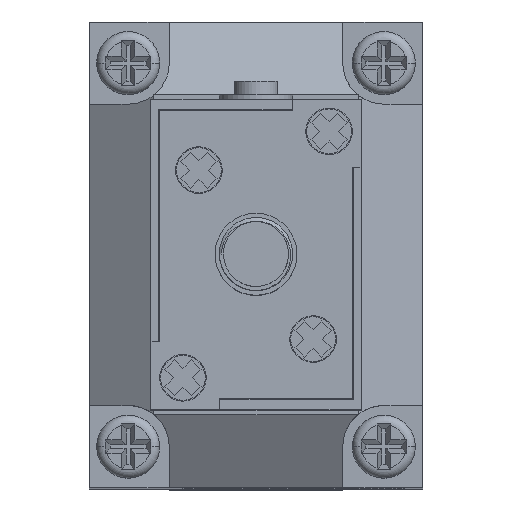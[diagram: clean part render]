
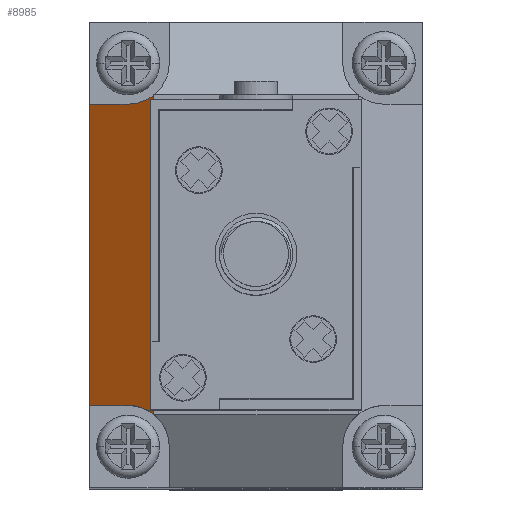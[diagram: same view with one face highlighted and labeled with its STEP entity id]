
A CAD part, top view. The second image highlights one B-rep face of the part: STEP entity #8985.
In plain terms, the highlighted planar face has unit normal (-0.581, 0, 0.814).
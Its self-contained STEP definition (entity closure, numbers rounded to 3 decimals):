
#274 = ORIENTED_EDGE ( 'NONE', *, *, #12465, .F. ) ;
#275 = ORIENTED_EDGE ( 'NONE', *, *, #12434, .F. ) ;
#276 = ORIENTED_EDGE ( 'NONE', *, *, #12477, .F. ) ;
#277 = ORIENTED_EDGE ( 'NONE', *, *, #12474, .F. ) ;
#278 = ORIENTED_EDGE ( 'NONE', *, *, #12431, .F. ) ;
#279 = ORIENTED_EDGE ( 'NONE', *, *, #12464, .F. ) ;
#2867 =( BOUNDED_CURVE ( )  B_SPLINE_CURVE ( 3, ( #9757, #9758, #9759, #9760 ),
 .UNSPECIFIED., .F., .F. ) 
 B_SPLINE_CURVE_WITH_KNOTS ( ( 4, 4 ),
 ( 0.913, 1.571 ),
 .UNSPECIFIED. ) 
 CURVE ( )  GEOMETRIC_REPRESENTATION_ITEM ( )  RATIONAL_B_SPLINE_CURVE ( ( 1., 0.964, 0.964, 1. ) ) 
 REPRESENTATION_ITEM ( '' )  );
#2868 =( BOUNDED_CURVE ( )  B_SPLINE_CURVE ( 3, ( #9729, #9730, #9731, #9732 ),
 .UNSPECIFIED., .F., .F. ) 
 B_SPLINE_CURVE_WITH_KNOTS ( ( 4, 4 ),
 ( 4.712, 5.37 ),
 .UNSPECIFIED. ) 
 CURVE ( )  GEOMETRIC_REPRESENTATION_ITEM ( )  RATIONAL_B_SPLINE_CURVE ( ( 1., 0.964, 0.964, 1. ) ) 
 REPRESENTATION_ITEM ( '' )  );
#2926 = FACE_OUTER_BOUND ( 'NONE', #12795, .T. ) ;
#3016 = LINE ( 'NONE', #9660, #3018 ) ;
#3018 = VECTOR ( 'NONE', #9661, 1000. ) ;
#3022 = LINE ( 'NONE', #9667, #3023 ) ;
#3023 = VECTOR ( 'NONE', #9668, 1000. ) ;
#3080 = LINE ( 'NONE', #9733, #3081 ) ;
#3081 = VECTOR ( 'NONE', #9734, 1000. ) ;
#3096 = LINE ( 'NONE', #9765, #3097 ) ;
#3097 = VECTOR ( 'NONE', #9766, 1000. ) ;
#5549 = AXIS2_PLACEMENT_3D ( 'NONE', #9166, #9167, #9168 ) ;
#7216 = CARTESIAN_POINT ( 'NONE',  ( -11.25, 42.938, 0. ) ) ;
#7262 = CARTESIAN_POINT ( 'NONE',  ( -11.25, 8.062, 0. ) ) ;
#7273 = CARTESIAN_POINT ( 'NONE',  ( -14., 42., -1.964 ) ) ;
#7275 = CARTESIAN_POINT ( 'NONE',  ( -14., 9., -1.964 ) ) ;
#7422 = CARTESIAN_POINT ( 'NONE',  ( -18.25, 9., -5. ) ) ;
#7423 = CARTESIAN_POINT ( 'NONE',  ( -18.25, 42., -5. ) ) ;
#8569 = VERTEX_POINT ( 'NONE', #7216 ) ;
#8615 = VERTEX_POINT ( 'NONE', #7262 ) ;
#8626 = VERTEX_POINT ( 'NONE', #7273 ) ;
#8628 = VERTEX_POINT ( 'NONE', #7275 ) ;
#8779 = VERTEX_POINT ( 'NONE', #7422 ) ;
#8780 = VERTEX_POINT ( 'NONE', #7423 ) ;
#8985 = ADVANCED_FACE ( 'NONE', ( #2926 ), #9165, .F. ) ;
#9165 = PLANE ( 'NONE',  #5549 ) ;
#9166 = CARTESIAN_POINT ( 'NONE',  ( -11.25, 0., 0. ) ) ;
#9167 = DIRECTION ( 'NONE',  ( 0.581, 0., -0.814 ) ) ;
#9168 = DIRECTION ( 'NONE',  ( -0.814, 0., -0.581 ) ) ;
#9660 = CARTESIAN_POINT ( 'NONE',  ( -11.25, 0., 0. ) ) ;
#9661 = DIRECTION ( 'NONE',  ( 0., -1., 0. ) ) ;
#9667 = CARTESIAN_POINT ( 'NONE',  ( -18.25, 51., -5. ) ) ;
#9668 = DIRECTION ( 'NONE',  ( 0., 1., 0. ) ) ;
#9729 = CARTESIAN_POINT ( 'NONE',  ( -14., 42., -1.964 ) ) ;
#9730 = CARTESIAN_POINT ( 'NONE',  ( -12.996, 42., -1.247 ) ) ;
#9731 = CARTESIAN_POINT ( 'NONE',  ( -12.045, 42.324, -0.568 ) ) ;
#9732 = CARTESIAN_POINT ( 'NONE',  ( -11.25, 42.938, 0. ) ) ;
#9733 = CARTESIAN_POINT ( 'NONE',  ( -11.25, 42., 0. ) ) ;
#9734 = DIRECTION ( 'NONE',  ( 0.814, 0., 0.581 ) ) ;
#9757 = CARTESIAN_POINT ( 'NONE',  ( -11.25, 8.062, 0. ) ) ;
#9758 = CARTESIAN_POINT ( 'NONE',  ( -12.045, 8.676, -0.568 ) ) ;
#9759 = CARTESIAN_POINT ( 'NONE',  ( -12.996, 9., -1.247 ) ) ;
#9760 = CARTESIAN_POINT ( 'NONE',  ( -14., 9., -1.964 ) ) ;
#9765 = CARTESIAN_POINT ( 'NONE',  ( -11.25, 9., 0. ) ) ;
#9766 = DIRECTION ( 'NONE',  ( -0.814, 0., -0.581 ) ) ;
#12431 = EDGE_CURVE ( 'NONE', #8569, #8615, #3016, .T. ) ;
#12434 = EDGE_CURVE ( 'NONE', #8779, #8780, #3022, .T. ) ;
#12464 = EDGE_CURVE ( 'NONE', #8626, #8569, #2868, .T. ) ;
#12465 = EDGE_CURVE ( 'NONE', #8780, #8626, #3080, .T. ) ;
#12474 = EDGE_CURVE ( 'NONE', #8615, #8628, #2867, .T. ) ;
#12477 = EDGE_CURVE ( 'NONE', #8628, #8779, #3096, .T. ) ;
#12795 = EDGE_LOOP ( 'NONE', ( #274, #275, #276, #277, #278, #279 ) ) ;
